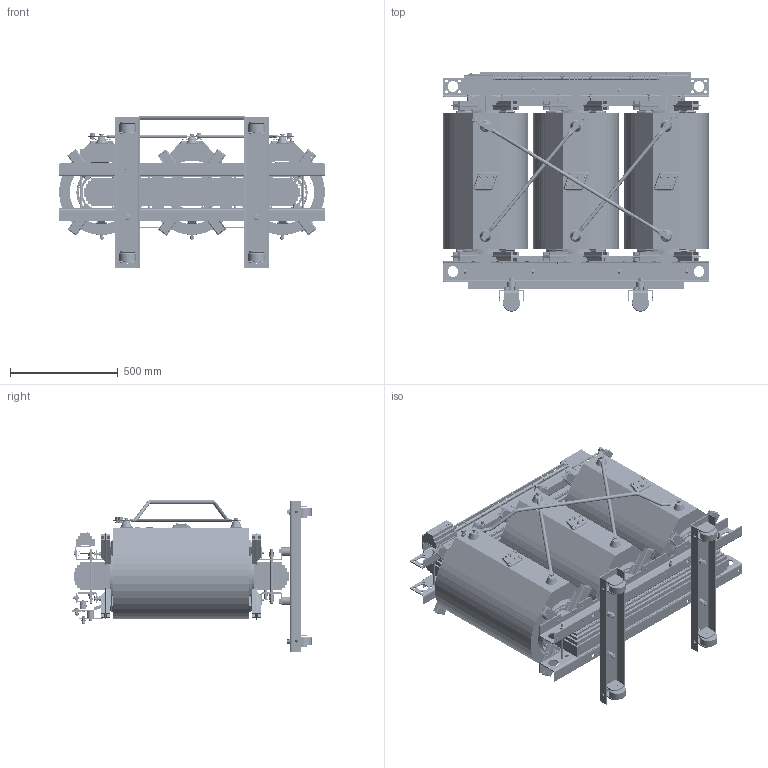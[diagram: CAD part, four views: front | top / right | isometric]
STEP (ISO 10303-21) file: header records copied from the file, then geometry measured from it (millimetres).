
FILE_DESCRIPTION (( 'STEP AP214' ), '1' );
FILE_NAME ('ﾒﾋﾑ-250 ﾄ.Y (ﾀ) Uk=6%.STEP', '2023-06-08T05:45:22', ( '' ), ( '' ), 'SwSTEP 2.0', 'SolidWorks 2010', '' );
FILE_SCHEMA (( 'AUTOMOTIVE_DESIGN' ));
Length unit declared in the file: millimetre
Products named in the file (1): ﾒﾋﾑ-250 ﾄ.Y (ﾀ) Uk=6%
Bounding box: 1235 x 1111.89 x 705.6 mm (x, y, z)
Surface area: 22815445.5 mm2 (no closed solid volume)
Topology: 0 solids, 1050 shells, 5216 faces, 40390 edges, 35597 vertices
Faces by surface type: plane 3296, cylinder 1543, cone 220, bspline 64, torus 57, sphere 36
Entity records: 441732 total; most frequent: CARTESIAN_POINT 98776, DIRECTION 54286, ORIENTED_EDGE 47914, EDGE_CURVE 40390, VERTEX_POINT 35597, LINE 33244, VECTOR 33244, AXIS2_PLACEMENT_3D 10521
